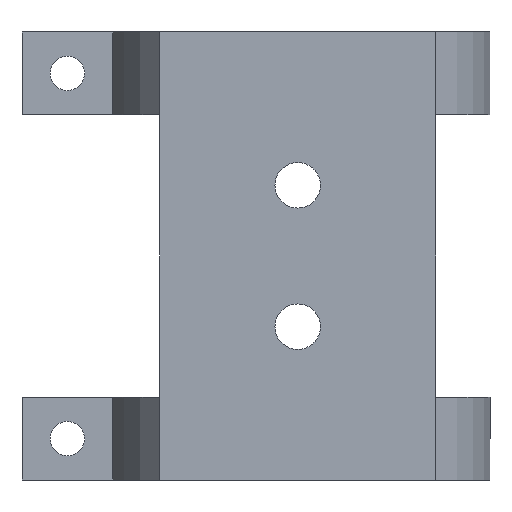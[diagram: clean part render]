
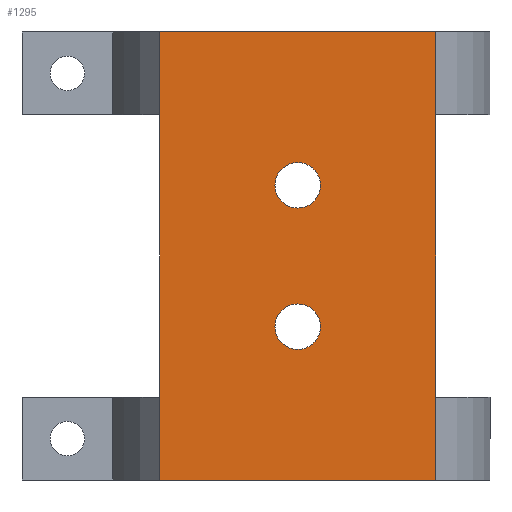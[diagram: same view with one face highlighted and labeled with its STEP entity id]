
A CAD part, left-side view. The second image highlights one B-rep face of the part: STEP entity #1295.
In plain terms, the highlighted planar face has unit normal (-1, 0, 0).
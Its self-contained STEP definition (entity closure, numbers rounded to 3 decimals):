
#1 = CARTESIAN_POINT ( 'NONE',  ( -32., -20., 32.5 ) ) ;
#36 = CARTESIAN_POINT ( 'NONE',  ( -32., 0., -6.95 ) ) ;
#73 = CIRCLE ( 'NONE', #621, 3.3 ) ;
#110 = FACE_BOUND ( 'NONE', #1126, .T. ) ;
#119 = VERTEX_POINT ( 'NONE', #1 ) ;
#142 = CARTESIAN_POINT ( 'NONE',  ( -32., 0., -10.25 ) ) ;
#165 = VERTEX_POINT ( 'NONE', #1082 ) ;
#205 = AXIS2_PLACEMENT_3D ( 'NONE', #562, #218, #1533 ) ;
#218 = DIRECTION ( 'NONE',  ( -1., 0., 0. ) ) ;
#244 = VERTEX_POINT ( 'NONE', #1362 ) ;
#292 = DIRECTION ( 'NONE',  ( 1., 0., 0. ) ) ;
#294 = LINE ( 'NONE', #1399, #895 ) ;
#296 = CARTESIAN_POINT ( 'NONE',  ( -32., 0., -13.55 ) ) ;
#343 = CARTESIAN_POINT ( 'NONE',  ( -32., 0., -32.5 ) ) ;
#395 = DIRECTION ( 'NONE',  ( 0., 0., -1. ) ) ;
#435 = EDGE_CURVE ( 'NONE', #1427, #1036, #721, .T. ) ;
#453 = CIRCLE ( 'NONE', #954, 3.3 ) ;
#467 = FACE_BOUND ( 'NONE', #1471, .T. ) ;
#480 = VERTEX_POINT ( 'NONE', #1540 ) ;
#491 = ORIENTED_EDGE ( 'NONE', *, *, #617, .T. ) ;
#502 = DIRECTION ( 'NONE',  ( 0., 0., -1. ) ) ;
#554 = CIRCLE ( 'NONE', #769, 3.3 ) ;
#562 = CARTESIAN_POINT ( 'NONE',  ( -32., 0., 32.5 ) ) ;
#606 = ORIENTED_EDGE ( 'NONE', *, *, #1278, .T. ) ;
#616 = CARTESIAN_POINT ( 'NONE',  ( -32., 20., -32.5 ) ) ;
#617 = EDGE_CURVE ( 'NONE', #165, #480, #453, .T. ) ;
#621 = AXIS2_PLACEMENT_3D ( 'NONE', #142, #986, #395 ) ;
#679 = VERTEX_POINT ( 'NONE', #36 ) ;
#708 = DIRECTION ( 'NONE',  ( 1., 0., 0. ) ) ;
#714 = FACE_OUTER_BOUND ( 'NONE', #1045, .T. ) ;
#721 = LINE ( 'NONE', #343, #1016 ) ;
#735 = CIRCLE ( 'NONE', #1245, 3.3 ) ;
#747 = VERTEX_POINT ( 'NONE', #296 ) ;
#769 = AXIS2_PLACEMENT_3D ( 'NONE', #1011, #918, #1018 ) ;
#788 = EDGE_CURVE ( 'NONE', #747, #679, #735, .T. ) ;
#822 = DIRECTION ( 'NONE',  ( 0., 1., 0. ) ) ;
#895 = VECTOR ( 'NONE', #1497, 1000. ) ;
#905 = LINE ( 'NONE', #1383, #1392 ) ;
#918 = DIRECTION ( 'NONE',  ( 1., 0., 0. ) ) ;
#937 = LINE ( 'NONE', #1170, #958 ) ;
#954 = AXIS2_PLACEMENT_3D ( 'NONE', #1108, #292, #502 ) ;
#958 = VECTOR ( 'NONE', #822, 1000. ) ;
#986 = DIRECTION ( 'NONE',  ( 1., 0., 0. ) ) ;
#998 = CARTESIAN_POINT ( 'NONE',  ( -32., -20., -32.5 ) ) ;
#1011 = CARTESIAN_POINT ( 'NONE',  ( -32., 0., 10.25 ) ) ;
#1016 = VECTOR ( 'NONE', #1077, 1000. ) ;
#1018 = DIRECTION ( 'NONE',  ( 0., 0., -1. ) ) ;
#1036 = VERTEX_POINT ( 'NONE', #616 ) ;
#1045 = EDGE_LOOP ( 'NONE', ( #1512, #1346, #606, #1132 ) ) ;
#1077 = DIRECTION ( 'NONE',  ( 0., 1., 0. ) ) ;
#1082 = CARTESIAN_POINT ( 'NONE',  ( -32., 0., 13.55 ) ) ;
#1108 = CARTESIAN_POINT ( 'NONE',  ( -32., 0., 10.25 ) ) ;
#1126 = EDGE_LOOP ( 'NONE', ( #1413, #491 ) ) ;
#1132 = ORIENTED_EDGE ( 'NONE', *, *, #1198, .T. ) ;
#1137 = DIRECTION ( 'NONE',  ( 0., 0., -1. ) ) ;
#1155 = ORIENTED_EDGE ( 'NONE', *, *, #1490, .T. ) ;
#1170 = CARTESIAN_POINT ( 'NONE',  ( -32., 0., 32.5 ) ) ;
#1198 = EDGE_CURVE ( 'NONE', #244, #1036, #905, .T. ) ;
#1245 = AXIS2_PLACEMENT_3D ( 'NONE', #1301, #708, #1520 ) ;
#1253 = EDGE_CURVE ( 'NONE', #480, #165, #554, .T. ) ;
#1261 = EDGE_CURVE ( 'NONE', #119, #1427, #294, .T. ) ;
#1278 = EDGE_CURVE ( 'NONE', #119, #244, #937, .T. ) ;
#1295 = ADVANCED_FACE ( 'NONE', ( #110, #467, #714 ), #1550, .T. ) ;
#1301 = CARTESIAN_POINT ( 'NONE',  ( -32., 0., -10.25 ) ) ;
#1346 = ORIENTED_EDGE ( 'NONE', *, *, #1261, .F. ) ;
#1362 = CARTESIAN_POINT ( 'NONE',  ( -32., 20., 32.5 ) ) ;
#1377 = ORIENTED_EDGE ( 'NONE', *, *, #788, .T. ) ;
#1383 = CARTESIAN_POINT ( 'NONE',  ( -32., 20., 32.5 ) ) ;
#1392 = VECTOR ( 'NONE', #1137, 1000. ) ;
#1399 = CARTESIAN_POINT ( 'NONE',  ( -32., -20., 32.5 ) ) ;
#1413 = ORIENTED_EDGE ( 'NONE', *, *, #1253, .T. ) ;
#1427 = VERTEX_POINT ( 'NONE', #998 ) ;
#1471 = EDGE_LOOP ( 'NONE', ( #1377, #1155 ) ) ;
#1490 = EDGE_CURVE ( 'NONE', #679, #747, #73, .T. ) ;
#1497 = DIRECTION ( 'NONE',  ( 0., 0., -1. ) ) ;
#1512 = ORIENTED_EDGE ( 'NONE', *, *, #435, .F. ) ;
#1520 = DIRECTION ( 'NONE',  ( 0., 0., -1. ) ) ;
#1533 = DIRECTION ( 'NONE',  ( 0., -1., 0. ) ) ;
#1540 = CARTESIAN_POINT ( 'NONE',  ( -32., 0., 6.95 ) ) ;
#1550 = PLANE ( 'NONE',  #205 ) ;
